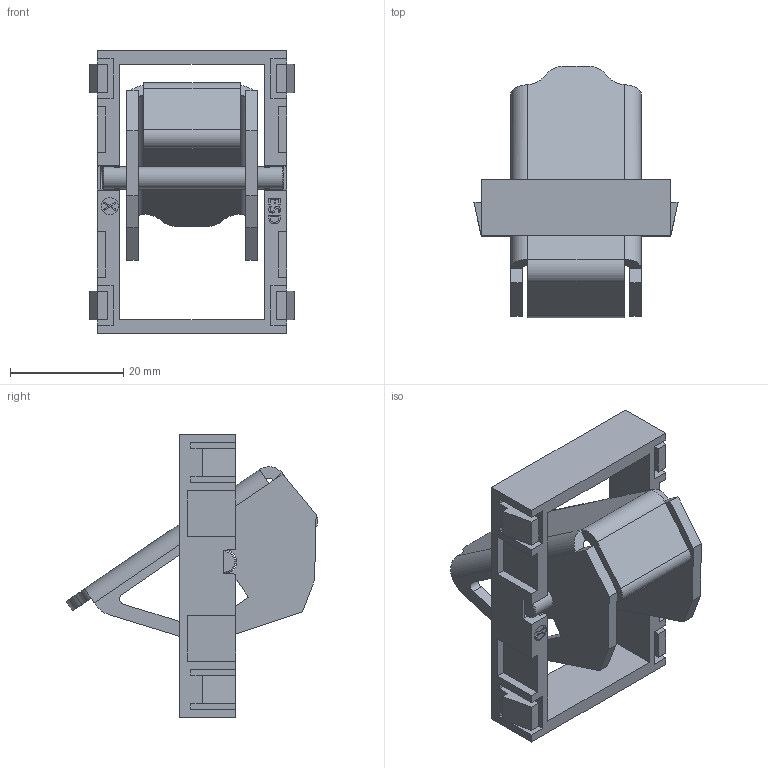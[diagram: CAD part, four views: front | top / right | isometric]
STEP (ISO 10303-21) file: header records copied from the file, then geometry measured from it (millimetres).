
FILE_DESCRIPTION(/* description */ (''),/* implementation_level */ '2;1');
FILE_NAME(/* name */ '13259_KriTec_Ruecklaufsperrenelement_antistatisch.stp',/* time_stamp */ '2018-06-05T09:28:44+02:00',/* author */ ('kostic'),/* organization */ (''),/* preprocessor_version */ 'ST-DEVELOPER v16.1',/* originating_system */ 'Autodesk Inventor 2016',/* authorisation */ '');
FILE_SCHEMA (('AUTOMOTIVE_DESIGN { 1 0 10303 214 3 1 1 }'));
Length unit declared in the file: millimetre
Products named in the file (4): Fassung; Hebel; Stift; 13259_KriTec_Ruecklaufsperrenelement_antistatisch
Assembly tree (3 placements, depth 2):
  13259_KriTec_Ruecklaufsperrenelement_antistatisch
    Fassung
    Hebel
    Stift
Bounding box: 36 x 44.41 x 50 mm (x, y, z)
Volume: 9228.5 mm3; surface area: 10552.3 mm2
Topology: 3 solids, 3 shells, 242 faces, 656 edges, 425 vertices
Faces by surface type: plane 170, cylinder 36, bspline 34, cone 2
Full cylindrical faces by diameter (mm): 2.953 x1, 4 x1, 4.3 x2
Entity records: 9328 total; most frequent: CARTESIAN_POINT 3156, ORIENTED_EDGE 1298, DIRECTION 1081, EDGE_CURVE 649, LINE 503, VECTOR 503, VERTEX_POINT 424, AXIS2_PLACEMENT_3D 289
